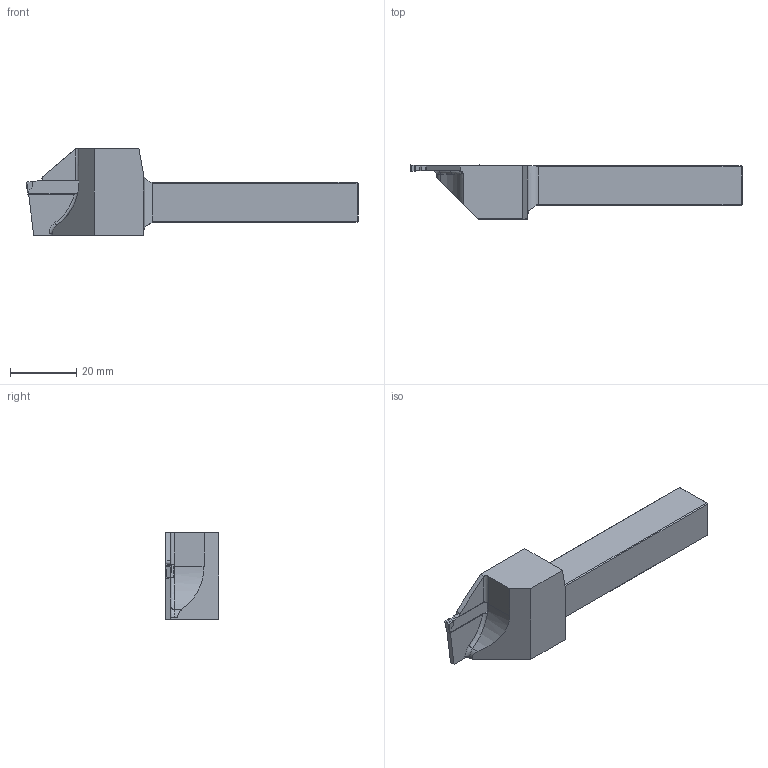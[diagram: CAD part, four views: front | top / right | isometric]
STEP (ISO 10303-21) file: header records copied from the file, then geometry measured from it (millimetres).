
FILE_DESCRIPTION(/* description */ (''),/* implementation_level */ '2;1');
FILE_NAME(/* name */ 'ADKT-SGC-L-1212-2-R15.stp',/* time_stamp */ '2023-10-28T16:21:26+03:00',/* author */ (''),/* organization */ (''),/* preprocessor_version */ 'ST-DEVELOPER v19.4',/* originating_system */ 'SIEMENS PLM Software NX2306.3001',/* authorisation */ '');
FILE_SCHEMA (('AP242_MANAGED_MODEL_BASED_3D_ENGINEERING_MIM_LF { 1 0 10303 442 3 1 4 }'));
Length unit declared in the file: millimetre
Products named in the file (1): ADKT-SGC-R-1212-2-R15-light
Bounding box: 100 x 16.25 x 26.15 mm (x, y, z)
Volume: 17951.3 mm3; surface area: 6207.6 mm2
Topology: 2 solids, 2 shells, 86 faces, 225 edges, 143 vertices
Faces by surface type: plane 64, cylinder 20, torus 2
Entity records: 2933 total; most frequent: CARTESIAN_POINT 470, ORIENTED_EDGE 450, DIRECTION 447, EDGE_CURVE 225, LINE 175, VECTOR 175, VERTEX_POINT 143, AXIS2_PLACEMENT_3D 136
